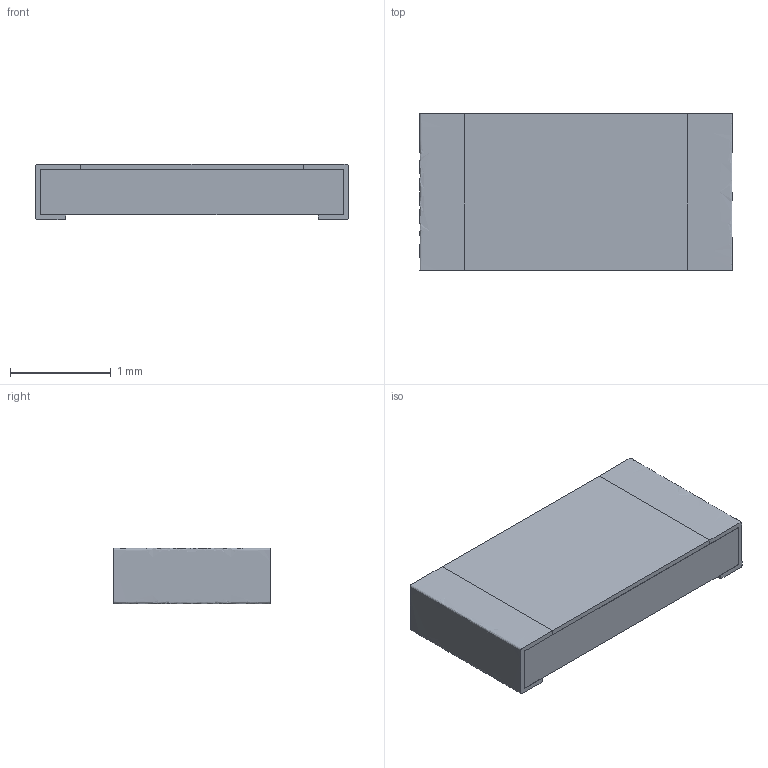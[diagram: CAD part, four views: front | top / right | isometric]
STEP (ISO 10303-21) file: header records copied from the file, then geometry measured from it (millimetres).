
FILE_DESCRIPTION(/* description */ (''),/* implementation_level */ '2;1');
FILE_NAME(/* name */ 'RES1206',/* time_stamp */ '2010-04-16T15:03:40+02:00',/* author */ (''),/* organization */ (''),/* preprocessor_version */ 'ST-DEVELOPER v10',/* originating_system */ '',/* authorisation */ '');
FILE_SCHEMA (('AUTOMOTIVE_DESIGN'));
Length unit declared in the file: millimetre
Products named in the file (1): 1
Bounding box: 3.1 x 1.55 x 0.55 mm (x, y, z)
Volume: 2.4 mm3; surface area: 28.7 mm2
Topology: 14 solids, 14 shells, 98 faces, 230 edges, 144 vertices
Faces by surface type: bspline 98
Entity records: 4088 total; most frequent: CARTESIAN_POINT 2566, ORIENTED_EDGE 428, EDGE_CURVE 214, B_SPLINE_CURVE_WITH_KNOTS 180, VERTEX_POINT 144, EDGE_LOOP 106, ADVANCED_FACE 98, FACE_OUTER_BOUND 98
